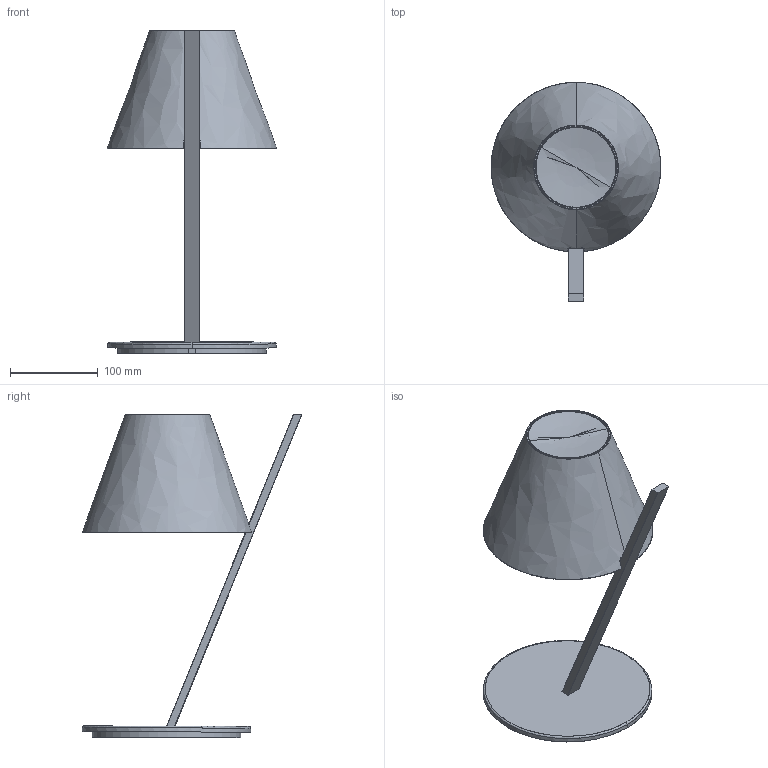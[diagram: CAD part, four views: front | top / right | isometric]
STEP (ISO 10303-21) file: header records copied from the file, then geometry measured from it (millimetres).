
FILE_DESCRIPTION(/* description */ (''),/* implementation_level */ '2;1');
FILE_NAME(/* name */ '175100_la petite table',/* time_stamp */ '2016-05-18T15:21:33+02:00',/* author */ (''),/* organization */ (''),/* preprocessor_version */ 'ST-DEVELOPER v10',/* originating_system */ '',/* authorisation */ '');
FILE_SCHEMA (('CONFIG_CONTROL_DESIGN'));
Length unit declared in the file: millimetre
Products named in the file (4): 1; 2; 3; 4
Assembly tree (3 placements, depth 3):
  1
    2
      3
    4
Bounding box: 193.58 x 250.86 x 369.16 mm (x, y, z)
Volume: 207566.4 mm3; surface area: 357370.1 mm2
Topology: 2 solids, 54 shells, 81 faces, 312 edges, 282 vertices
Faces by surface type: bspline 48, plane 33
Entity records: 5509 total; most frequent: CARTESIAN_POINT 3586, ORIENTED_EDGE 358, EDGE_CURVE 307, VERTEX_POINT 281, B_SPLINE_CURVE_WITH_KNOTS 126, EDGE_LOOP 88, ADVANCED_FACE 81, FACE_OUTER_BOUND 81
